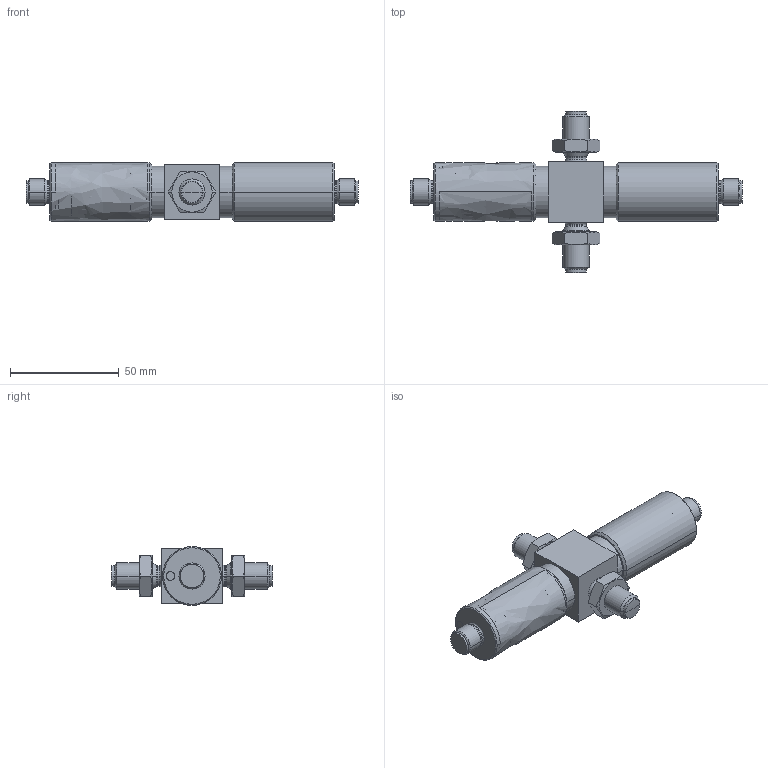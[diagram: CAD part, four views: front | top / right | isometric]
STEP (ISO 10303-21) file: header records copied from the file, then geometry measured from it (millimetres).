
FILE_DESCRIPTION((''),'2;1');
FILE_NAME('A6000X100394__________SW0001','2020-10-13T14:15:04',('RippbeB'),(''),'CREO PARAMETRIC BY PTC INC, 2017260','CREO PARAMETRIC BY PTC INC, 2017260','');
FILE_SCHEMA(('AP242_MANAGED_MODEL_BASED_3D_ENGINEERING_MIM_LF { 1 0 10303 442 1 1 4 }'));
Length unit declared in the file: millimetre
Products named in the file (1): A6000X100394__________SW0001
Bounding box: 152.5 x 74 x 27 mm (x, y, z)
Volume: 43280.9 mm3; surface area: 27992.3 mm2
Topology: 3 solids, 8 shells, 223 faces, 490 edges, 300 vertices
Faces by surface type: bspline 223
Entity records: 11317 total; most frequent: CARTESIAN_POINT 5844, ORIENTED_EDGE 964, DIRECTION 744, EDGE_CURVE 482, VERTEX_POINT 300, AXIS2_PLACEMENT_3D 286, CIRCLE 286, EDGE_LOOP 258
